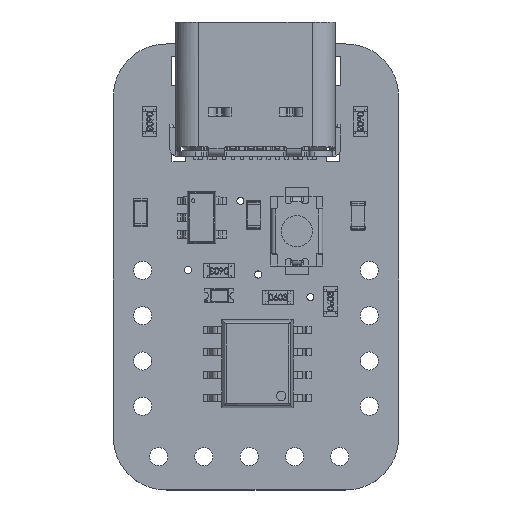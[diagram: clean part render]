
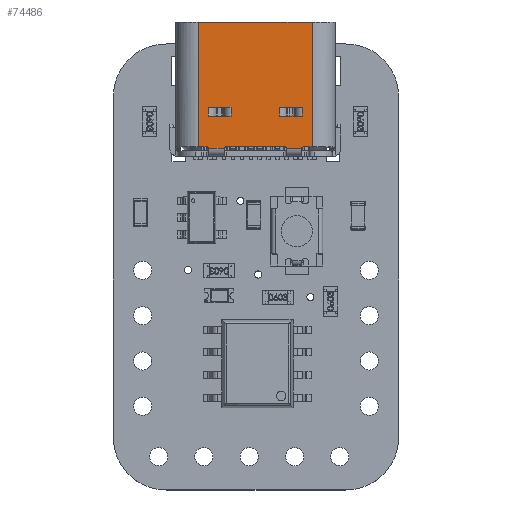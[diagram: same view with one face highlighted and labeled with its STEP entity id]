
A CAD part, top view. The second image highlights one B-rep face of the part: STEP entity #74486.
In plain terms, the highlighted face is planar.
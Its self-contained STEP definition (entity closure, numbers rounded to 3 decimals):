
#72932 = EDGE_CURVE('',#72933,#72935,#72937,.T.);
#72933 = VERTEX_POINT('',#72934);
#72934 = CARTESIAN_POINT('',(11.314,14.75,13.287)
  );
#72935 = VERTEX_POINT('',#72936);
#72936 = CARTESIAN_POINT('',(11.314,14.75,12.847)
  );
#72937 = LINE('',#72938,#72939);
#72938 = CARTESIAN_POINT('',(11.314,14.75,11.567)
  );
#72939 = VECTOR('',#72940,1.);
#72940 = DIRECTION('',(0.,0.,-1.));
#73560 = VERTEX_POINT('',#73561);
#73561 = CARTESIAN_POINT('',(11.314,14.75,18.787)
  );
#73567 = EDGE_CURVE('',#73568,#73560,#73570,.T.);
#73568 = VERTEX_POINT('',#73569);
#73569 = CARTESIAN_POINT('',(11.314,14.75,19.227)
  );
#73570 = LINE('',#73571,#73572);
#73571 = CARTESIAN_POINT('',(11.314,14.75,11.567)
  );
#73572 = VECTOR('',#73573,1.);
#73573 = DIRECTION('',(0.,0.,-1.));
#74012 = EDGE_CURVE('',#74013,#74015,#74017,.T.);
#74013 = VERTEX_POINT('',#74014);
#74014 = CARTESIAN_POINT('',(11.414,14.75,
    17.779));
#74015 = VERTEX_POINT('',#74016);
#74016 = CARTESIAN_POINT('',(11.314,14.75,17.637)
  );
#74017 = CIRCLE('',#74018,0.15);
#74018 = AXIS2_PLACEMENT_3D('',#74019,#74020,#74021);
#74019 = CARTESIAN_POINT('',(11.464,14.75,17.637)
  );
#74020 = DIRECTION('',(0.,-1.,0.));
#74021 = DIRECTION('',(0.,0.,1.));
#74050 = VERTEX_POINT('',#74051);
#74051 = CARTESIAN_POINT('',(11.314,14.75,14.437)
  );
#74057 = EDGE_CURVE('',#74015,#74050,#74058,.T.);
#74058 = LINE('',#74059,#74060);
#74059 = CARTESIAN_POINT('',(11.314,14.75,11.867)
  );
#74060 = VECTOR('',#74061,1.);
#74061 = DIRECTION('',(0.,0.,-1.));
#74072 = VERTEX_POINT('',#74073);
#74073 = CARTESIAN_POINT('',(11.414,14.75,
    14.296));
#74084 = EDGE_CURVE('',#74050,#74072,#74085,.T.);
#74085 = CIRCLE('',#74086,0.15);
#74086 = AXIS2_PLACEMENT_3D('',#74087,#74088,#74089);
#74087 = CARTESIAN_POINT('',(11.464,14.75,14.437)
  );
#74088 = DIRECTION('',(0.,-1.,0.));
#74089 = DIRECTION('',(0.,0.,1.));
#74104 = VERTEX_POINT('',#74105);
#74105 = CARTESIAN_POINT('',(11.414,14.75,
    13.429));
#74112 = EDGE_CURVE('',#74072,#74104,#74113,.T.);
#74113 = LINE('',#74114,#74115);
#74114 = CARTESIAN_POINT('',(11.414,14.75,11.867)
  );
#74115 = VECTOR('',#74116,1.);
#74116 = DIRECTION('',(0.,0.,-1.));
#74130 = EDGE_CURVE('',#74104,#72933,#74131,.T.);
#74131 = CIRCLE('',#74132,0.15);
#74132 = AXIS2_PLACEMENT_3D('',#74133,#74134,#74135);
#74133 = CARTESIAN_POINT('',(11.464,14.75,13.287)
  );
#74134 = DIRECTION('',(0.,-1.,0.));
#74135 = DIRECTION('',(0.,0.,1.));
#74149 = VERTEX_POINT('',#74150);
#74150 = CARTESIAN_POINT('',(4.334,14.75,12.847)
  );
#74157 = EDGE_CURVE('',#72935,#74149,#74158,.T.);
#74158 = LINE('',#74159,#74160);
#74159 = CARTESIAN_POINT('',(11.664,14.75,12.847)
  );
#74160 = VECTOR('',#74161,1.);
#74161 = DIRECTION('',(-1.,0.,0.));
#74183 = VERTEX_POINT('',#74184);
#74184 = CARTESIAN_POINT('',(4.334,14.75,19.227)
  );
#74191 = EDGE_CURVE('',#74149,#74183,#74192,.T.);
#74192 = LINE('',#74193,#74194);
#74193 = CARTESIAN_POINT('',(4.334,14.75,11.867)
  );
#74194 = VECTOR('',#74195,1.);
#74195 = DIRECTION('',(0.,0.,1.));
#74219 = EDGE_CURVE('',#74183,#73568,#74220,.T.);
#74220 = LINE('',#74221,#74222);
#74221 = CARTESIAN_POINT('',(11.664,14.75,19.227)
  );
#74222 = VECTOR('',#74223,1.);
#74223 = DIRECTION('',(1.,0.,0.));
#74236 = EDGE_CURVE('',#73560,#74237,#74239,.T.);
#74237 = VERTEX_POINT('',#74238);
#74238 = CARTESIAN_POINT('',(11.414,14.75,
    18.646));
#74239 = CIRCLE('',#74240,0.15);
#74240 = AXIS2_PLACEMENT_3D('',#74241,#74242,#74243);
#74241 = CARTESIAN_POINT('',(11.464,14.75,18.787)
  );
#74242 = DIRECTION('',(0.,-1.,0.));
#74243 = DIRECTION('',(0.,0.,1.));
#74267 = EDGE_CURVE('',#74237,#74013,#74268,.T.);
#74268 = LINE('',#74269,#74270);
#74269 = CARTESIAN_POINT('',(11.414,14.75,11.867)
  );
#74270 = VECTOR('',#74271,1.);
#74271 = DIRECTION('',(0.,0.,-1.));
#74284 = VERTEX_POINT('',#74285);
#74285 = CARTESIAN_POINT('',(9.614,14.75,
    13.397));
#74292 = EDGE_CURVE('',#74293,#74284,#74295,.T.);
#74293 = VERTEX_POINT('',#74294);
#74294 = CARTESIAN_POINT('',(9.114,14.75,
    13.397));
#74295 = LINE('',#74296,#74297);
#74296 = CARTESIAN_POINT('',(11.664,14.75,
    13.397));
#74297 = VECTOR('',#74298,1.);
#74298 = DIRECTION('',(1.,0.,0.));
#74320 = VERTEX_POINT('',#74321);
#74321 = CARTESIAN_POINT('',(9.614,14.75,
    14.677));
#74328 = EDGE_CURVE('',#74284,#74320,#74329,.T.);
#74329 = LINE('',#74330,#74331);
#74330 = CARTESIAN_POINT('',(9.614,14.75,11.867)
  );
#74331 = VECTOR('',#74332,1.);
#74332 = DIRECTION('',(0.,0.,1.));
#74342 = EDGE_CURVE('',#74320,#74343,#74345,.T.);
#74343 = VERTEX_POINT('',#74344);
#74344 = CARTESIAN_POINT('',(9.114,14.75,
    14.677));
#74345 = LINE('',#74346,#74347);
#74346 = CARTESIAN_POINT('',(11.664,14.75,
    14.677));
#74347 = VECTOR('',#74348,1.);
#74348 = DIRECTION('',(-1.,0.,0.));
#74367 = EDGE_CURVE('',#74343,#74293,#74368,.T.);
#74368 = LINE('',#74369,#74370);
#74369 = CARTESIAN_POINT('',(9.114,14.75,11.867)
  );
#74370 = VECTOR('',#74371,1.);
#74371 = DIRECTION('',(0.,0.,-1.));
#74386 = EDGE_CURVE('',#74387,#74389,#74391,.T.);
#74387 = VERTEX_POINT('',#74388);
#74388 = CARTESIAN_POINT('',(9.114,14.75,
    18.677));
#74389 = VERTEX_POINT('',#74390);
#74390 = CARTESIAN_POINT('',(9.114,14.75,
    17.397));
#74391 = LINE('',#74392,#74393);
#74392 = CARTESIAN_POINT('',(9.114,14.75,11.867)
  );
#74393 = VECTOR('',#74394,1.);
#74394 = DIRECTION('',(0.,0.,-1.));
#74423 = VERTEX_POINT('',#74424);
#74424 = CARTESIAN_POINT('',(9.614,14.75,
    17.397));
#74431 = EDGE_CURVE('',#74389,#74423,#74432,.T.);
#74432 = LINE('',#74433,#74434);
#74433 = CARTESIAN_POINT('',(11.664,14.75,
    17.397));
#74434 = VECTOR('',#74435,1.);
#74435 = DIRECTION('',(1.,0.,0.));
#74451 = VERTEX_POINT('',#74452);
#74452 = CARTESIAN_POINT('',(9.614,14.75,
    18.677));
#74459 = EDGE_CURVE('',#74423,#74451,#74460,.T.);
#74460 = LINE('',#74461,#74462);
#74461 = CARTESIAN_POINT('',(9.614,14.75,11.867)
  );
#74462 = VECTOR('',#74463,1.);
#74463 = DIRECTION('',(0.,0.,1.));
#74473 = EDGE_CURVE('',#74451,#74387,#74474,.T.);
#74474 = LINE('',#74475,#74476);
#74475 = CARTESIAN_POINT('',(11.664,14.75,
    18.677));
#74476 = VECTOR('',#74477,1.);
#74477 = DIRECTION('',(-1.,0.,0.));
#74486 = ADVANCED_FACE('',(#74487,#74493,#74499),#74513,.T.);
#74487 = FACE_BOUND('',#74488,.T.);
#74488 = EDGE_LOOP('',(#74489,#74490,#74491,#74492));
#74489 = ORIENTED_EDGE('',*,*,#74459,.T.);
#74490 = ORIENTED_EDGE('',*,*,#74473,.T.);
#74491 = ORIENTED_EDGE('',*,*,#74386,.T.);
#74492 = ORIENTED_EDGE('',*,*,#74431,.T.);
#74493 = FACE_BOUND('',#74494,.T.);
#74494 = EDGE_LOOP('',(#74495,#74496,#74497,#74498));
#74495 = ORIENTED_EDGE('',*,*,#74342,.T.);
#74496 = ORIENTED_EDGE('',*,*,#74367,.T.);
#74497 = ORIENTED_EDGE('',*,*,#74292,.T.);
#74498 = ORIENTED_EDGE('',*,*,#74328,.T.);
#74499 = FACE_BOUND('',#74500,.T.);
#74500 = EDGE_LOOP('',(#74501,#74502,#74503,#74504,#74505,#74506,#74507,
    #74508,#74509,#74510,#74511,#74512));
#74501 = ORIENTED_EDGE('',*,*,#74236,.T.);
#74502 = ORIENTED_EDGE('',*,*,#74267,.T.);
#74503 = ORIENTED_EDGE('',*,*,#74012,.T.);
#74504 = ORIENTED_EDGE('',*,*,#74057,.T.);
#74505 = ORIENTED_EDGE('',*,*,#74084,.T.);
#74506 = ORIENTED_EDGE('',*,*,#74112,.T.);
#74507 = ORIENTED_EDGE('',*,*,#74130,.T.);
#74508 = ORIENTED_EDGE('',*,*,#72932,.T.);
#74509 = ORIENTED_EDGE('',*,*,#74157,.T.);
#74510 = ORIENTED_EDGE('',*,*,#74191,.T.);
#74511 = ORIENTED_EDGE('',*,*,#74219,.T.);
#74512 = ORIENTED_EDGE('',*,*,#73567,.T.);
#74513 = PLANE('',#74514);
#74514 = AXIS2_PLACEMENT_3D('',#74515,#74516,#74517);
#74515 = CARTESIAN_POINT('',(11.664,14.75,11.867)
  );
#74516 = DIRECTION('',(0.,1.,0.));
#74517 = DIRECTION('',(0.,0.,1.));
